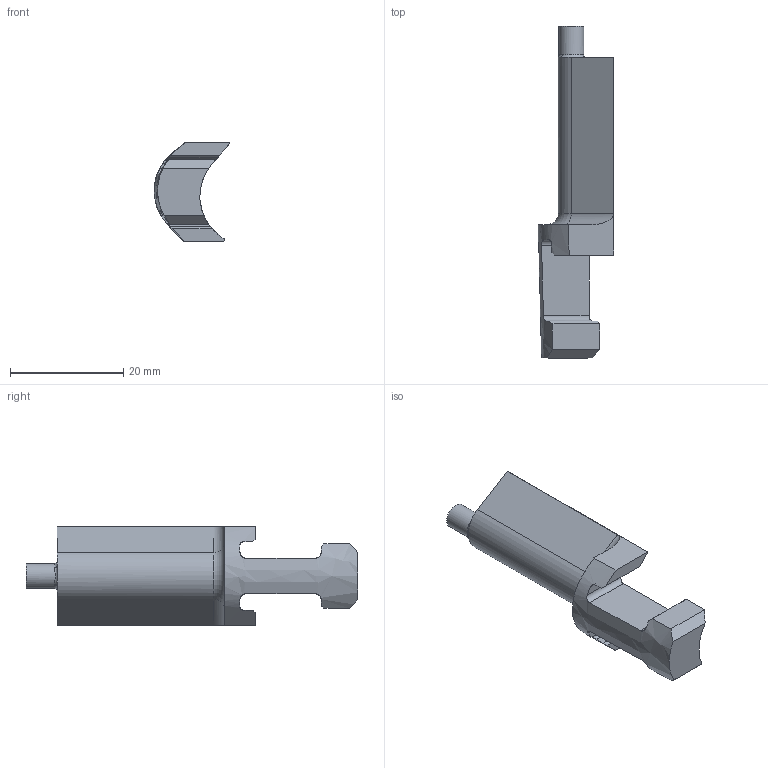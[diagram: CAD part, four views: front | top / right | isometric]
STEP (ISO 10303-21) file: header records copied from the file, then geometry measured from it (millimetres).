
FILE_DESCRIPTION(/* description */ (''),/* implementation_level */ '2;1');
FILE_NAME(/* name */ 'ORT ROW-4 (18-12-23).stp',/* time_stamp */ '2023-12-18T12:15:07+06:00',/* author */ (''),/* organization */ (''),/* preprocessor_version */ 'ST-DEVELOPER v16.7',/* originating_system */ 'SIEMENS PLM Software NX 12.0',/* authorisation */ '');
FILE_SCHEMA (('AUTOMOTIVE_DESIGN { 1 0 10303 214 3 1 1 1 }'));
Length unit declared in the file: millimetre
Products named in the file (1): ORT ROW-4 (12-12-23)
Bounding box: 13.36 x 58.52 x 17.3 mm (x, y, z)
Volume: 3318.4 mm3; surface area: 2701.9 mm2
Topology: 1 solids, 1 shells, 53 faces, 145 edges, 94 vertices
Faces by surface type: plane 30, cylinder 15, torus 5, bspline 2, extrusion 1
Full cylindrical faces by diameter (mm): 4.4 x1
Entity records: 1983 total; most frequent: CARTESIAN_POINT 667, ORIENTED_EDGE 286, DIRECTION 251, EDGE_CURVE 143, VERTEX_POINT 93, AXIS2_PLACEMENT_3D 91, VECTOR 69, LINE 68
